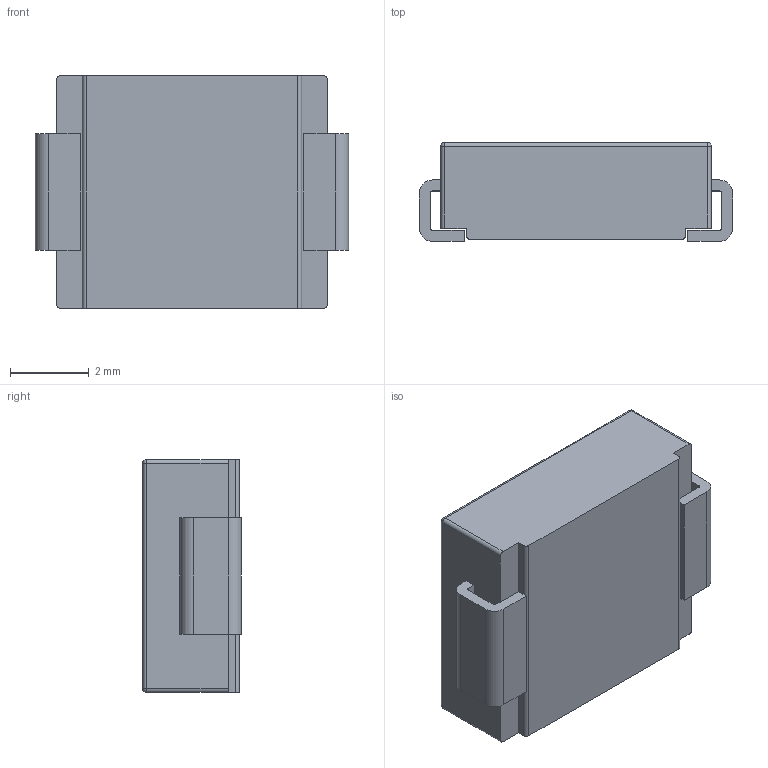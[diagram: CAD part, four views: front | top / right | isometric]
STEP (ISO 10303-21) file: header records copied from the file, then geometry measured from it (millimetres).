
FILE_DESCRIPTION (( 'STEP AP214' ), '1' );
FILE_NAME ( 'DIOM794X590X250L114X296.STEP', '2020-09-27T15:29:48', ( '' ), ( '' ), '', '©2017 PCB Libraries, Inc.', '' );
FILE_SCHEMA (( 'AUTOMOTIVE_DESIGN' ));
Length unit declared in the file: millimetre
Products named in the file (1): DIOM794X590X250L114X296
Bounding box: 7.94 x 2.5 x 5.91 mm (x, y, z)
Volume: 101.1 mm3; surface area: 187.6 mm2
Topology: 4 solids, 4 shells, 58 faces, 142 edges, 88 vertices
Faces by surface type: plane 36, cylinder 18, sphere 4
Entity records: 1885 total; most frequent: DIRECTION 292, CARTESIAN_POINT 285, ORIENTED_EDGE 276, EDGE_CURVE 138, VECTOR 102, LINE 102, AXIS2_PLACEMENT_3D 95, VERTEX_POINT 88
